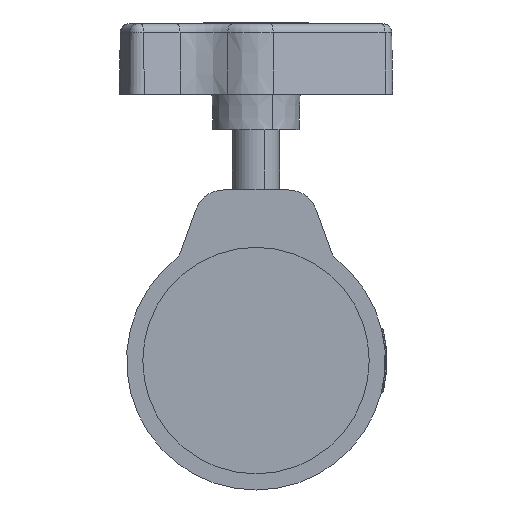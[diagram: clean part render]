
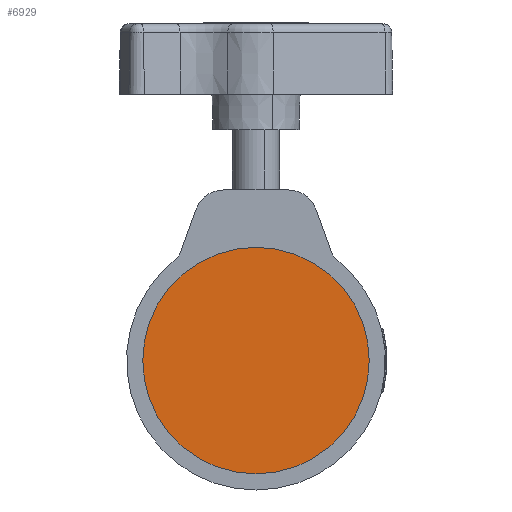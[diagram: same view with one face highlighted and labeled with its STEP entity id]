
A CAD part, front view. The second image highlights one B-rep face of the part: STEP entity #6929.
In plain terms, the highlighted planar face has unit normal (0, -1, 0).
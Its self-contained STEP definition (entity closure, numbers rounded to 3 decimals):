
#1030 = ORIENTED_EDGE ( 'NONE', *, *, #11186, .T. ) ;
#2221 = ORIENTED_EDGE ( 'NONE', *, *, #10401, .T. ) ;
#2262 = CARTESIAN_POINT ( 'NONE',  ( 0., 15., 0. ) ) ;
#2354 = CARTESIAN_POINT ( 'NONE',  ( 0., 15., 19.25 ) ) ;
#4219 = DIRECTION ( 'NONE',  ( 0., 0., -1. ) ) ;
#4734 = EDGE_LOOP ( 'NONE', ( #1030, #2221 ) ) ;
#5141 = DIRECTION ( 'NONE',  ( 0., -1., 0. ) ) ;
#5143 = DIRECTION ( 'NONE',  ( 0., 0., -1. ) ) ;
#6241 = CARTESIAN_POINT ( 'NONE',  ( 0., 15., 0. ) ) ;
#6898 = DIRECTION ( 'NONE',  ( 0., -1., 0. ) ) ;
#6929 = ADVANCED_FACE ( 'NONE', ( #11269 ), #10365, .T. ) ;
#6933 = AXIS2_PLACEMENT_3D ( 'NONE', #10870, #5141, #4219 ) ;
#8794 = CIRCLE ( 'NONE', #9887, 19.25 ) ;
#9411 = DIRECTION ( 'NONE',  ( 0., 0., -1. ) ) ;
#9823 = VERTEX_POINT ( 'NONE', #2354 ) ;
#9869 = AXIS2_PLACEMENT_3D ( 'NONE', #6241, #12168, #9411 ) ;
#9887 = AXIS2_PLACEMENT_3D ( 'NONE', #2262, #6898, #5143 ) ;
#10365 = PLANE ( 'NONE',  #9869 ) ;
#10401 = EDGE_CURVE ( 'NONE', #9823, #11287, #11594, .T. ) ;
#10870 = CARTESIAN_POINT ( 'NONE',  ( 0., 15., 0. ) ) ;
#11186 = EDGE_CURVE ( 'NONE', #11287, #9823, #8794, .T. ) ;
#11269 = FACE_OUTER_BOUND ( 'NONE', #4734, .T. ) ;
#11287 = VERTEX_POINT ( 'NONE', #11427 ) ;
#11427 = CARTESIAN_POINT ( 'NONE',  ( 0., 15., -19.25 ) ) ;
#11594 = CIRCLE ( 'NONE', #6933, 19.25 ) ;
#12168 = DIRECTION ( 'NONE',  ( 0., -1., 0. ) ) ;
